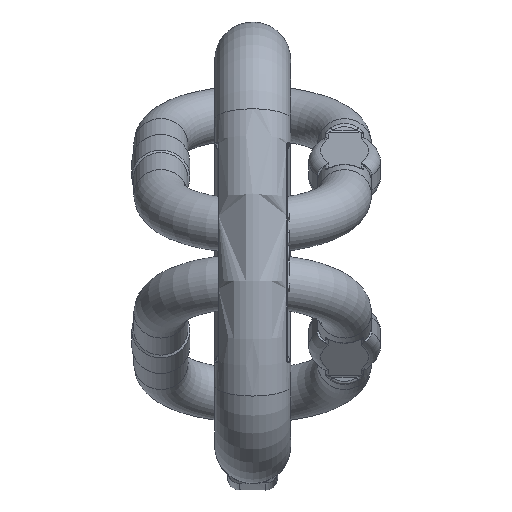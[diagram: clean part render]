
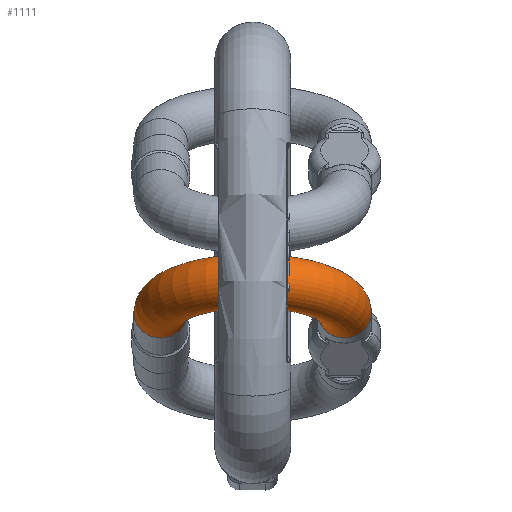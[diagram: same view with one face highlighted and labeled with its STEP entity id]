
A CAD part, top view. The second image highlights one B-rep face of the part: STEP entity #1111.
In plain terms, the highlighted toroidal (fillet/blend) face has major radius 46 mm and minor radius 13.5 mm.
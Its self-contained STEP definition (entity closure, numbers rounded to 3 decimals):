
#426=TOROIDAL_SURFACE('',#4016,46.,13.5);
#1111=ADVANCED_FACE('',(#1367,#1368),#426,.T.);
#1367=FACE_BOUND('',#1477,.T.);
#1368=FACE_BOUND('',#1478,.T.);
#1477=EDGE_LOOP('',(#1938));
#1478=EDGE_LOOP('',(#1939));
#1938=ORIENTED_EDGE('',*,*,#3322,.T.);
#1939=ORIENTED_EDGE('',*,*,#3309,.F.);
#2897=VERTEX_POINT('',#5780);
#2910=VERTEX_POINT('',#5827);
#3309=EDGE_CURVE('',#2897,#2897,#3810,.T.);
#3322=EDGE_CURVE('',#2910,#2910,#3813,.T.);
#3810=CIRCLE('',#4002,13.5);
#3813=CIRCLE('',#4008,13.5);
#4002=AXIS2_PLACEMENT_3D('',#5779,#4463,#4464);
#4008=AXIS2_PLACEMENT_3D('',#5826,#4479,#4480);
#4016=AXIS2_PLACEMENT_3D('',#5876,#4499,#4500);
#4463=DIRECTION('',(0.,-0.342,-0.94));
#4464=DIRECTION('',(-1.,0.,0.));
#4479=DIRECTION('',(0.,0.342,0.94));
#4480=DIRECTION('',(1.,0.,0.));
#4499=DIRECTION('',(0.,0.94,-0.342));
#4500=DIRECTION('',(1.,0.,0.));
#5779=CARTESIAN_POINT('',(-46.,-29.49,-198.31));
#5780=CARTESIAN_POINT('',(-59.5,-29.49,-198.31));
#5826=CARTESIAN_POINT('',(46.,-29.49,-198.31));
#5827=CARTESIAN_POINT('',(59.5,-29.49,-198.31));
#5876=CARTESIAN_POINT('',(0.,-29.49,-198.31));
